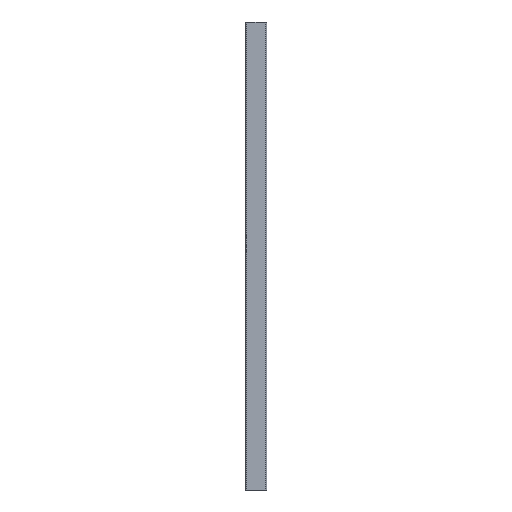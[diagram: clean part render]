
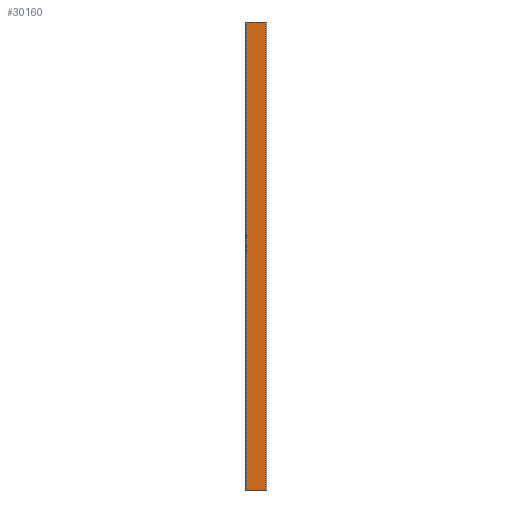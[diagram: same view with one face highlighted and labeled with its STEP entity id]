
A CAD part, left-side view. The second image highlights one B-rep face of the part: STEP entity #30160.
In plain terms, the highlighted planar face has unit normal (-1, 0, 0).
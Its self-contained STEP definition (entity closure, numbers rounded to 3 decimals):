
#5 = VERTEX_POINT ( 'NONE', #22916 ) ;
#1798 = CARTESIAN_POINT ( 'NONE',  ( -12., 0.5, 176. ) ) ;
#2463 = DIRECTION ( 'NONE',  ( 1., 0., 0. ) ) ;
#2744 = CARTESIAN_POINT ( 'NONE',  ( -12., 8., 0. ) ) ;
#3516 = LINE ( 'NONE', #1798, #16154 ) ;
#3619 = DIRECTION ( 'NONE',  ( 0., 0., -1. ) ) ;
#6058 = LINE ( 'NONE', #21221, #12764 ) ;
#8080 = EDGE_CURVE ( 'NONE', #5, #13589, #3516, .T. ) ;
#9545 = EDGE_LOOP ( 'NONE', ( #26587, #19233, #21429, #17707 ) ) ;
#9636 = FACE_OUTER_BOUND ( 'NONE', #9545, .T. ) ;
#11746 = VECTOR ( 'NONE', #20349, 1000. ) ;
#12764 = VECTOR ( 'NONE', #3619, 1000. ) ;
#13589 = VERTEX_POINT ( 'NONE', #23782 ) ;
#16154 = VECTOR ( 'NONE', #31887, 1000. ) ;
#17076 = EDGE_CURVE ( 'NONE', #22363, #5, #17623, .T. ) ;
#17623 = LINE ( 'NONE', #2744, #11746 ) ;
#17707 = ORIENTED_EDGE ( 'NONE', *, *, #21187, .T. ) ;
#19013 = VERTEX_POINT ( 'NONE', #19953 ) ;
#19233 = ORIENTED_EDGE ( 'NONE', *, *, #8080, .T. ) ;
#19953 = CARTESIAN_POINT ( 'NONE',  ( -12., 7.5, 176. ) ) ;
#20102 = DIRECTION ( 'NONE',  ( 0., 0., -1. ) ) ;
#20172 = CARTESIAN_POINT ( 'NONE',  ( -12., 8., 176. ) ) ;
#20349 = DIRECTION ( 'NONE',  ( 0., -1., 0. ) ) ;
#21187 = EDGE_CURVE ( 'NONE', #19013, #22363, #6058, .T. ) ;
#21221 = CARTESIAN_POINT ( 'NONE',  ( -12., 7.5, 176. ) ) ;
#21429 = ORIENTED_EDGE ( 'NONE', *, *, #27635, .F. ) ;
#21546 = VECTOR ( 'NONE', #27751, 1000. ) ;
#22363 = VERTEX_POINT ( 'NONE', #32262 ) ;
#22916 = CARTESIAN_POINT ( 'NONE',  ( -12., 0.5, 0. ) ) ;
#23782 = CARTESIAN_POINT ( 'NONE',  ( -12., 0.5, 176. ) ) ;
#26587 = ORIENTED_EDGE ( 'NONE', *, *, #17076, .T. ) ;
#27635 = EDGE_CURVE ( 'NONE', #19013, #13589, #28236, .T. ) ;
#27751 = DIRECTION ( 'NONE',  ( 0., -1., 0. ) ) ;
#28236 = LINE ( 'NONE', #20172, #21546 ) ;
#30113 = AXIS2_PLACEMENT_3D ( 'NONE', #32544, #2463, #20102 ) ;
#30160 = ADVANCED_FACE ( 'NONE', ( #9636 ), #32662, .F. ) ;
#31887 = DIRECTION ( 'NONE',  ( 0., 0., 1. ) ) ;
#32262 = CARTESIAN_POINT ( 'NONE',  ( -12., 7.5, 0. ) ) ;
#32544 = CARTESIAN_POINT ( 'NONE',  ( -12., 8., 176. ) ) ;
#32662 = PLANE ( 'NONE',  #30113 ) ;
